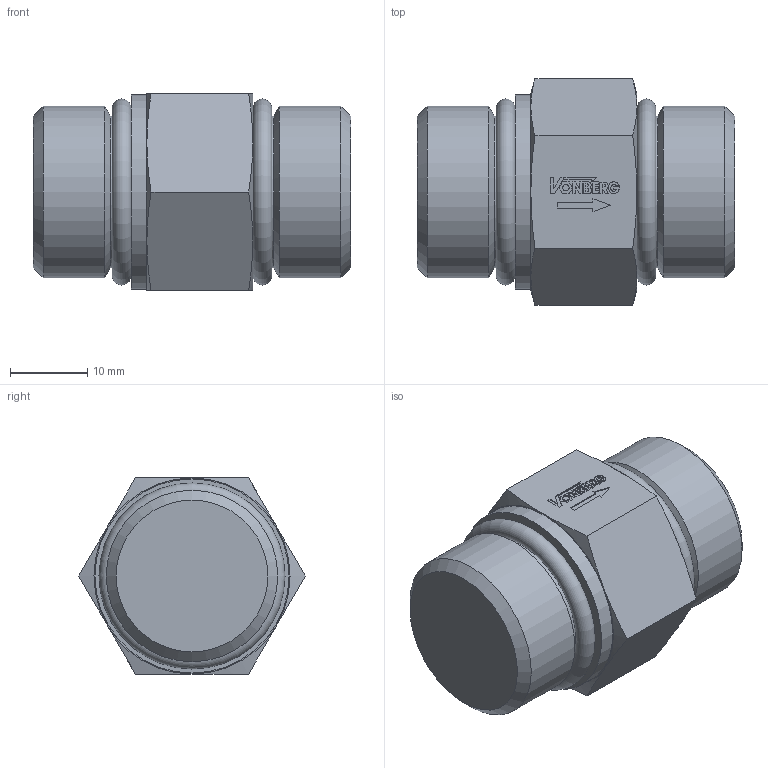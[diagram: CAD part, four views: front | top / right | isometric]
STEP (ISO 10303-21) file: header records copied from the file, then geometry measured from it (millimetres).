
FILE_DESCRIPTION((''),'2;1');
FILE_NAME('1910RR.stp','2015-01-02T11:56:31',('jml'),(''),'Autodesk Inventor 2010','Autodesk Inventor 2010','');
FILE_SCHEMA(('AUTOMOTIVE_DESIGN { 1 0 10303 214 1 1 1 1 }'));
Length unit declared in the file: inch
Products named in the file (3): 1910RR; 221252; 910 O-RING
Assembly tree (3 placements, depth 2):
  1910RR
    221252
    910 O-RING  x2
Bounding box: 41.15 x 29.33 x 25.4 mm (x, y, z)
Volume: 18530.9 mm3; surface area: 5399.3 mm2
Topology: 3 solids, 3 shells, 132 faces, 322 edges, 208 vertices
Faces by surface type: plane 94, cylinder 20, cone 16, torus 2
Full cylindrical faces by diameter (mm): 0.835 x1, 19.685 x2, 22.225 x2, 25.146 x1
Entity records: 3846 total; most frequent: CARTESIAN_POINT 702, ORIENTED_EDGE 620, DIRECTION 616, EDGE_CURVE 310, VECTOR 230, LINE 230, VERTEX_POINT 207, AXIS2_PLACEMENT_3D 193
